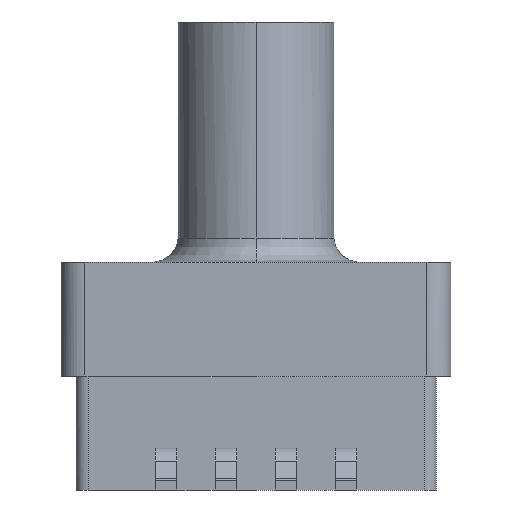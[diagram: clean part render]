
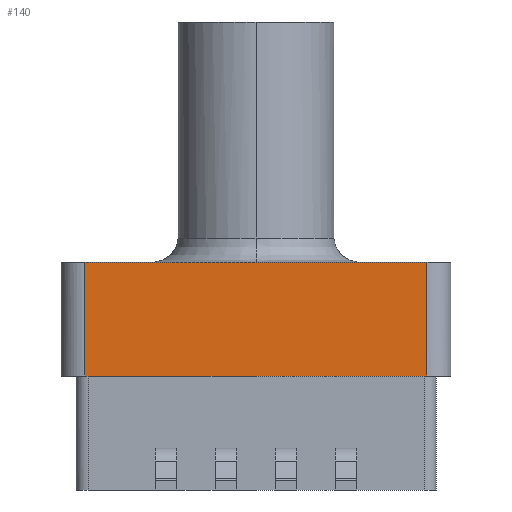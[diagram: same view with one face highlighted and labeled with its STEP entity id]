
A CAD part, left-side view. The second image highlights one B-rep face of the part: STEP entity #140.
In plain terms, the highlighted planar face has unit normal (-1, 0, 0).
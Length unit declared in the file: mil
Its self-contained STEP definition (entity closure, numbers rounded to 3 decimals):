
#140=ADVANCED_FACE('',(#263),#1924,.T.);
#263=FACE_OUTER_BOUND('',#386,.T.);
#386=EDGE_LOOP('',(#817,#818,#819,#820));
#817=ORIENTED_EDGE('',*,*,#1228,.T.);
#818=ORIENTED_EDGE('',*,*,#1220,.F.);
#819=ORIENTED_EDGE('',*,*,#1218,.F.);
#820=ORIENTED_EDGE('',*,*,#1214,.T.);
#1214=EDGE_CURVE('',#1820,#1829,#1586,.T.);
#1218=EDGE_CURVE('',#1820,#1822,#1465,.T.);
#1220=EDGE_CURVE('',#1822,#1831,#1467,.T.);
#1228=EDGE_CURVE('',#1829,#1831,#1471,.T.);
#1465=B_SPLINE_CURVE_WITH_KNOTS('',1,(#3536,#3537),.UNSPECIFIED.,.F.,.F.,
(2,2),(20.,305.),.UNSPECIFIED.);
#1467=B_SPLINE_CURVE_WITH_KNOTS('',3,(#3540,#3541,#3542,#3543),
 .UNSPECIFIED.,.F.,.F.,(4,4),(0.,95.),.UNSPECIFIED.);
#1471=B_SPLINE_CURVE_WITH_KNOTS('',1,(#3562,#3563),.UNSPECIFIED.,.F.,.F.,
(2,2),(20.,305.),.UNSPECIFIED.);
#1586=(
BOUNDED_CURVE()
B_SPLINE_CURVE(3,(#3525,#3526,#3527,#3528),.UNSPECIFIED.,.F.,.F.)
B_SPLINE_CURVE_WITH_KNOTS((4,4),(0.,95.),.UNSPECIFIED.)
CURVE()
GEOMETRIC_REPRESENTATION_ITEM()
RATIONAL_B_SPLINE_CURVE((1.,1.,1.,1.))
REPRESENTATION_ITEM('')
);
#1820=VERTEX_POINT('',#3478);
#1822=VERTEX_POINT('',#3480);
#1829=VERTEX_POINT('',#3487);
#1831=VERTEX_POINT('',#3489);
#1924=PLANE('',#2171);
#2171=AXIS2_PLACEMENT_3D('',#3254,#2296,$);
#2296=DIRECTION('',(-1.,0.,0.));
#3254=CARTESIAN_POINT('',(0.,325.,0.));
#3478=CARTESIAN_POINT('',(0.,305.,190.));
#3480=CARTESIAN_POINT('',(0.,20.,190.));
#3487=CARTESIAN_POINT('',(0.,305.,95.));
#3489=CARTESIAN_POINT('',(0.,20.,95.));
#3525=CARTESIAN_POINT('',(0.,305.,190.));
#3526=CARTESIAN_POINT('',(0.,305.,158.333));
#3527=CARTESIAN_POINT('',(0.,305.,126.667));
#3528=CARTESIAN_POINT('',(0.,305.,95.));
#3536=CARTESIAN_POINT('',(0.,305.,190.));
#3537=CARTESIAN_POINT('',(0.,20.,190.));
#3540=CARTESIAN_POINT('',(0.,20.,190.));
#3541=CARTESIAN_POINT('',(0.,20.,158.333));
#3542=CARTESIAN_POINT('',(0.,20.,126.667));
#3543=CARTESIAN_POINT('',(0.,20.,95.));
#3562=CARTESIAN_POINT('',(0.,305.,95.));
#3563=CARTESIAN_POINT('',(0.,20.,95.));
